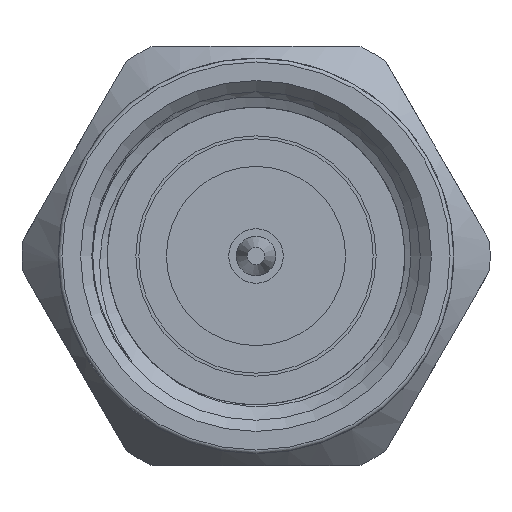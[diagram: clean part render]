
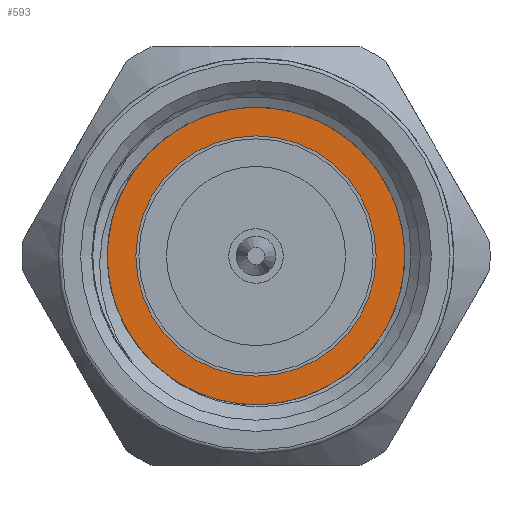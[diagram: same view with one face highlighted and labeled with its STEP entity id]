
A CAD part, left-side view. The second image highlights one B-rep face of the part: STEP entity #593.
In plain terms, the highlighted planar face has unit normal (-1, 0, 0).
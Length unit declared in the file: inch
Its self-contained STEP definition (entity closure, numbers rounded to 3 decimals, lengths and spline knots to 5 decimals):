
#117 = FACE_BOUND ( 'NONE', #3071, .T. ) ;
#313 = CARTESIAN_POINT ( 'NONE',  ( 0.375, 0., 0. ) ) ;
#500 = EDGE_CURVE ( 'NONE', #776, #776, #2609, .T. ) ;
#530 = VERTEX_POINT ( 'NONE', #1469 ) ;
#574 = DIRECTION ( 'NONE',  ( 0., -1., 0. ) ) ;
#593 = ADVANCED_FACE ( 'NONE', ( #117, #2725 ), #1048, .T. ) ;
#648 = AXIS2_PLACEMENT_3D ( 'NONE', #313, #2015, #574 ) ;
#770 = DIRECTION ( 'NONE',  ( -1., 0., 0. ) ) ;
#776 = VERTEX_POINT ( 'NONE', #1253 ) ;
#822 = DIRECTION ( 'NONE',  ( -1., 0., 0. ) ) ;
#950 = CIRCLE ( 'NONE', #2761, 0.22 ) ;
#1048 = PLANE ( 'NONE',  #648 ) ;
#1152 = EDGE_CURVE ( 'NONE', #530, #530, #950, .T. ) ;
#1248 = AXIS2_PLACEMENT_3D ( 'NONE', #1298, #822, #1997 ) ;
#1253 = CARTESIAN_POINT ( 'NONE',  ( 0.375, -0.161, 0. ) ) ;
#1298 = CARTESIAN_POINT ( 'NONE',  ( 0.375, 0., 0. ) ) ;
#1443 = CARTESIAN_POINT ( 'NONE',  ( 0.375, 0., 0. ) ) ;
#1469 = CARTESIAN_POINT ( 'NONE',  ( 0.375, -0.22, 0. ) ) ;
#1655 = EDGE_LOOP ( 'NONE', ( #2749 ) ) ;
#1727 = DIRECTION ( 'NONE',  ( 0., -1., 0. ) ) ;
#1823 = ORIENTED_EDGE ( 'NONE', *, *, #500, .F. ) ;
#1997 = DIRECTION ( 'NONE',  ( 0., -1., 0. ) ) ;
#2015 = DIRECTION ( 'NONE',  ( -1., 0., 0. ) ) ;
#2609 = CIRCLE ( 'NONE', #1248, 0.161 ) ;
#2725 = FACE_OUTER_BOUND ( 'NONE', #1655, .T. ) ;
#2749 = ORIENTED_EDGE ( 'NONE', *, *, #1152, .T. ) ;
#2761 = AXIS2_PLACEMENT_3D ( 'NONE', #1443, #770, #1727 ) ;
#3071 = EDGE_LOOP ( 'NONE', ( #1823 ) ) ;
